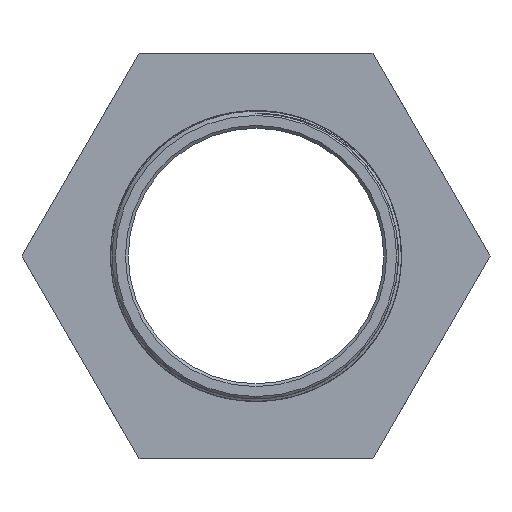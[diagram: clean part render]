
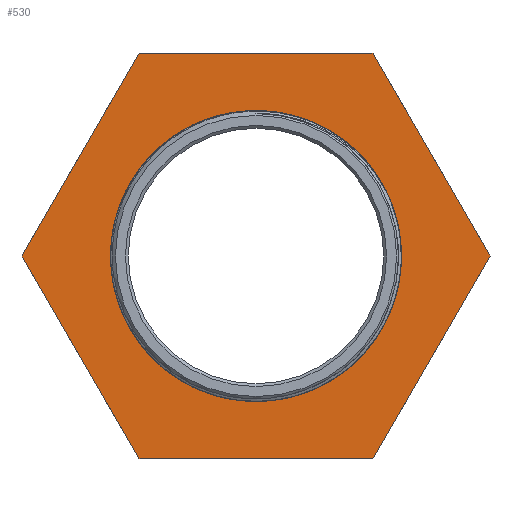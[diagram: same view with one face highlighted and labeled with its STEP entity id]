
A CAD part, left-side view. The second image highlights one B-rep face of the part: STEP entity #530.
In plain terms, the highlighted planar face has unit normal (-1, 0, 0).
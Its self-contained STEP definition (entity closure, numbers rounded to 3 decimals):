
#27=LINE('',#4699,#39);
#30=LINE('',#4713,#42);
#32=LINE('',#4725,#44);
#34=LINE('',#4737,#46);
#36=LINE('',#4749,#48);
#38=LINE('',#4760,#50);
#39=VECTOR('',#650,10.);
#42=VECTOR('',#655,10.);
#44=VECTOR('',#659,10.);
#46=VECTOR('',#663,10.);
#48=VECTOR('',#667,10.);
#50=VECTOR('',#671,10.);
#62=PLANE('',#593);
#63=ELLIPSE('',#549,37.669,37.545);
#66=ELLIPSE('',#560,37.669,37.545);
#86=FACE_BOUND('',#165,.T.);
#121=FACE_OUTER_BOUND('',#164,.T.);
#164=EDGE_LOOP('',(#474,#475,#476,#477,#478,#479));
#165=EDGE_LOOP('',(#480,#481,#482,#483));
#199=CIRCLE('',#559,37.67);
#201=CIRCLE('',#563,37.55);
#224=VERTEX_POINT('',#1895);
#225=VERTEX_POINT('',#2015);
#235=VERTEX_POINT('',#4039);
#237=VERTEX_POINT('',#4674);
#238=VERTEX_POINT('',#4697);
#239=VERTEX_POINT('',#4698);
#243=VERTEX_POINT('',#4712);
#246=VERTEX_POINT('',#4724);
#249=VERTEX_POINT('',#4736);
#252=VERTEX_POINT('',#4748);
#275=EDGE_CURVE('',#225,#224,#63,.T.);
#294=EDGE_CURVE('',#224,#235,#199,.T.);
#297=EDGE_CURVE('',#235,#237,#66,.T.);
#299=EDGE_CURVE('',#237,#225,#201,.T.);
#300=EDGE_CURVE('',#238,#239,#27,.T.);
#305=EDGE_CURVE('',#239,#243,#30,.T.);
#309=EDGE_CURVE('',#246,#238,#32,.T.);
#313=EDGE_CURVE('',#243,#249,#34,.T.);
#317=EDGE_CURVE('',#249,#252,#36,.T.);
#321=EDGE_CURVE('',#252,#246,#38,.T.);
#474=ORIENTED_EDGE('',*,*,#313,.T.);
#475=ORIENTED_EDGE('',*,*,#317,.T.);
#476=ORIENTED_EDGE('',*,*,#321,.T.);
#477=ORIENTED_EDGE('',*,*,#309,.T.);
#478=ORIENTED_EDGE('',*,*,#300,.T.);
#479=ORIENTED_EDGE('',*,*,#305,.T.);
#480=ORIENTED_EDGE('',*,*,#297,.T.);
#481=ORIENTED_EDGE('',*,*,#299,.T.);
#482=ORIENTED_EDGE('',*,*,#275,.T.);
#483=ORIENTED_EDGE('',*,*,#294,.T.);
#530=ADVANCED_FACE('',(#121,#86),#62,.T.);
#549=AXIS2_PLACEMENT_3D('',#2016,#616,#617);
#559=AXIS2_PLACEMENT_3D('',#4161,#636,#637);
#560=AXIS2_PLACEMENT_3D('',#4691,#638,#639);
#563=AXIS2_PLACEMENT_3D('',#4694,#644,#645);
#593=AXIS2_PLACEMENT_3D('',#4794,#716,#717);
#616=DIRECTION('center_axis',(1.,0.,0.));
#617=DIRECTION('ref_axis',(0.,0.887,-0.461));
#636=DIRECTION('center_axis',(1.,0.,0.));
#637=DIRECTION('ref_axis',(0.,0.,1.));
#638=DIRECTION('center_axis',(1.,0.,0.));
#639=DIRECTION('ref_axis',(0.,0.044,0.999));
#644=DIRECTION('center_axis',(1.,0.,0.));
#645=DIRECTION('ref_axis',(0.,0.,-1.));
#650=DIRECTION('',(0.,0.5,0.866));
#655=DIRECTION('',(0.,1.,0.));
#659=DIRECTION('',(0.,-0.5,0.866));
#663=DIRECTION('',(0.,0.5,-0.866));
#667=DIRECTION('',(0.,-0.5,-0.866));
#671=DIRECTION('',(0.,-1.,0.));
#716=DIRECTION('center_axis',(-1.,0.,0.));
#717=DIRECTION('ref_axis',(0.,0.,1.));
#1895=CARTESIAN_POINT('',(-41.,-33.383,-17.452));
#2015=CARTESIAN_POINT('',(-41.,-37.082,-5.91));
#2016=CARTESIAN_POINT('Origin',(-41.,0.15,-0.472));
#4039=CARTESIAN_POINT('',(-41.,-31.806,-20.185));
#4161=CARTESIAN_POINT('Origin',(-41.,0.,0.));
#4674=CARTESIAN_POINT('',(-41.,-23.659,-29.159));
#4691=CARTESIAN_POINT('Origin',(-41.,-0.334,0.366));
#4694=CARTESIAN_POINT('Origin',(-41.,0.,0.));
#4697=CARTESIAN_POINT('',(-41.,-60.622,0.));
#4698=CARTESIAN_POINT('',(-41.,-30.311,52.5));
#4699=CARTESIAN_POINT('',(-41.,-29.471,53.955));
#4712=CARTESIAN_POINT('',(-41.,30.311,52.5));
#4713=CARTESIAN_POINT('',(-41.,47.491,52.5));
#4724=CARTESIAN_POINT('',(-41.,-30.311,-52.5));
#4725=CARTESIAN_POINT('',(-41.,-45.962,-25.392));
#4736=CARTESIAN_POINT('',(-41.,60.622,0.));
#4737=CARTESIAN_POINT('',(-41.,61.462,-1.455));
#4748=CARTESIAN_POINT('',(-41.,30.311,-52.5));
#4749=CARTESIAN_POINT('',(-41.,44.971,-27.108));
#4760=CARTESIAN_POINT('',(-41.,14.509,-52.5));
#4794=CARTESIAN_POINT('Origin',(-41.,62.,0.));
